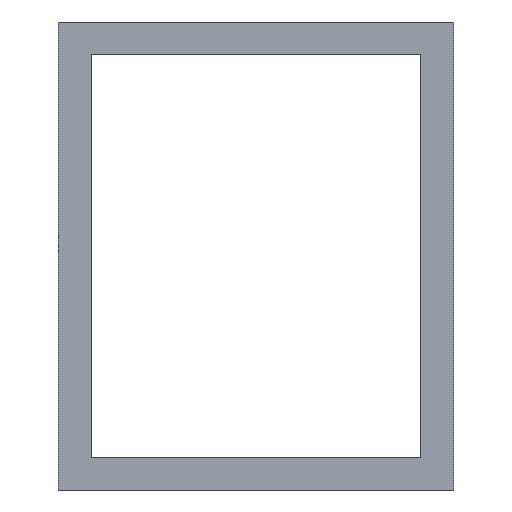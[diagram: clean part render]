
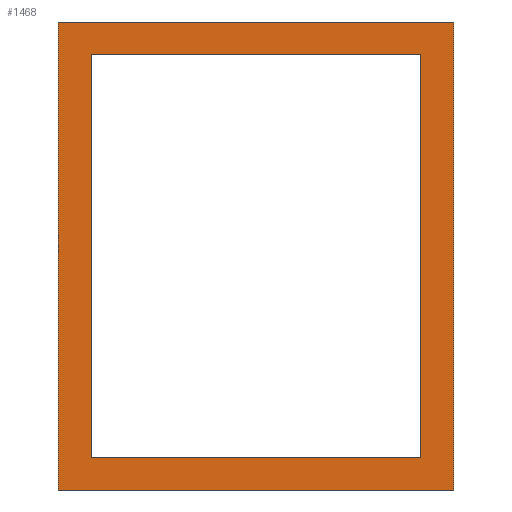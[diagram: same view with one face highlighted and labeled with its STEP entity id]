
A CAD part, front view. The second image highlights one B-rep face of the part: STEP entity #1468.
In plain terms, the highlighted planar face has unit normal (0, -1, 0).
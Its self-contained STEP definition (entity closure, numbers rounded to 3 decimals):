
#15=FACE_BOUND('',#203,.T.);
#56=PLANE('',#1619);
#129=FACE_OUTER_BOUND('',#202,.T.);
#202=EDGE_LOOP('',(#1356,#1357,#1358,#1359));
#203=EDGE_LOOP('',(#1360,#1361,#1362,#1363));
#341=LINE('',#2350,#493);
#407=LINE('',#2457,#559);
#409=LINE('',#2460,#561);
#410=LINE('',#2462,#562);
#411=LINE('',#2466,#563);
#416=LINE('',#2473,#568);
#417=LINE('',#2476,#569);
#419=LINE('',#2479,#571);
#493=VECTOR('',#1889,10.);
#559=VECTOR('',#2019,10.);
#561=VECTOR('',#2023,10.);
#562=VECTOR('',#2026,10.);
#563=VECTOR('',#2029,10.);
#568=VECTOR('',#2036,10.);
#569=VECTOR('',#2039,10.);
#571=VECTOR('',#2043,10.);
#701=VERTEX_POINT('',#2347);
#702=VERTEX_POINT('',#2349);
#710=VERTEX_POINT('',#2454);
#711=VERTEX_POINT('',#2456);
#712=VERTEX_POINT('',#2464);
#713=VERTEX_POINT('',#2465);
#714=VERTEX_POINT('',#2471);
#715=VERTEX_POINT('',#2475);
#853=EDGE_CURVE('',#701,#702,#341,.T.);
#919=EDGE_CURVE('',#710,#711,#407,.T.);
#921=EDGE_CURVE('',#711,#701,#409,.T.);
#922=EDGE_CURVE('',#702,#710,#410,.T.);
#923=EDGE_CURVE('',#712,#713,#411,.T.);
#928=EDGE_CURVE('',#714,#712,#416,.T.);
#929=EDGE_CURVE('',#715,#714,#417,.T.);
#931=EDGE_CURVE('',#713,#715,#419,.T.);
#1356=ORIENTED_EDGE('',*,*,#931,.F.);
#1357=ORIENTED_EDGE('',*,*,#923,.F.);
#1358=ORIENTED_EDGE('',*,*,#928,.F.);
#1359=ORIENTED_EDGE('',*,*,#929,.F.);
#1360=ORIENTED_EDGE('',*,*,#922,.F.);
#1361=ORIENTED_EDGE('',*,*,#853,.F.);
#1362=ORIENTED_EDGE('',*,*,#921,.F.);
#1363=ORIENTED_EDGE('',*,*,#919,.F.);
#1468=ADVANCED_FACE('',(#129,#15),#56,.F.);
#1619=AXIS2_PLACEMENT_3D('',#2481,#2046,#2047);
#1889=DIRECTION('',(0.,0.,1.));
#2019=DIRECTION('',(0.,0.,-1.));
#2023=DIRECTION('',(1.,0.,0.));
#2026=DIRECTION('',(-1.,0.,0.));
#2029=DIRECTION('',(-1.,0.,0.));
#2036=DIRECTION('',(0.,0.,-1.));
#2039=DIRECTION('',(1.,0.,0.));
#2043=DIRECTION('',(0.,0.,1.));
#2046=DIRECTION('center_axis',(0.,1.,0.));
#2047=DIRECTION('ref_axis',(1.,0.,0.));
#2347=CARTESIAN_POINT('',(54.498,0.,0.));
#2349=CARTESIAN_POINT('',(54.498,0.,61.));
#2350=CARTESIAN_POINT('',(54.498,0.,61.));
#2454=CARTESIAN_POINT('',(4.498,0.,61.));
#2456=CARTESIAN_POINT('',(4.498,0.,0.));
#2457=CARTESIAN_POINT('',(4.498,0.,61.));
#2460=CARTESIAN_POINT('',(4.498,0.,0.));
#2462=CARTESIAN_POINT('',(4.498,0.,61.));
#2464=CARTESIAN_POINT('',(59.498,0.,-5.));
#2465=CARTESIAN_POINT('',(-0.502,0.,-5.));
#2466=CARTESIAN_POINT('',(59.498,0.,-5.));
#2471=CARTESIAN_POINT('',(59.498,0.,66.));
#2473=CARTESIAN_POINT('',(59.498,0.,66.));
#2475=CARTESIAN_POINT('',(-0.502,0.,66.));
#2476=CARTESIAN_POINT('',(-0.502,0.,66.));
#2479=CARTESIAN_POINT('',(-0.502,0.,-5.));
#2481=CARTESIAN_POINT('Origin',(29.498,0.,30.5));
